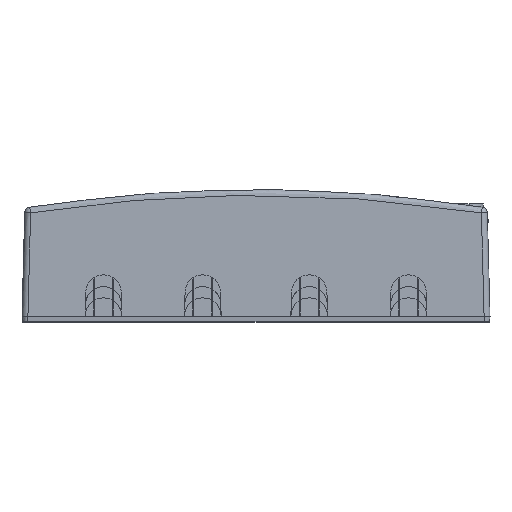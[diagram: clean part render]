
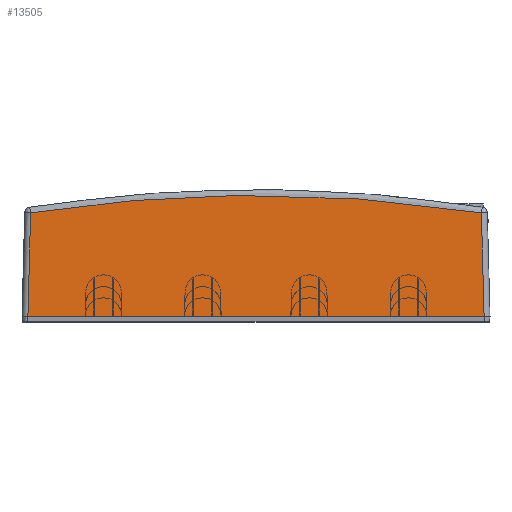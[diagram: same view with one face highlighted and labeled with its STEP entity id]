
A CAD part, top view. The second image highlights one B-rep face of the part: STEP entity #13505.
In plain terms, the highlighted planar face has unit normal (0, 0.026, 1).
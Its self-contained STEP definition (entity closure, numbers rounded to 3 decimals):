
#135=DIRECTION('',(-1.,0.,0.));
#136=VECTOR('',#135,385.803);
#137=CARTESIAN_POINT('',(192.902,0.,180.3));
#138=LINE('',#137,#136);
#1193=CARTESIAN_POINT('',(192.902,0.,180.3));
#1204=DIRECTION('',(-0.026,0.999,-0.026));
#1205=VECTOR('',#1204,87.453);
#1206=CARTESIAN_POINT('',(192.902,0.,180.3));
#1207=LINE('',#1206,#1205);
#1211=DIRECTION('',(-0.026,-0.999,0.026));
#1212=VECTOR('',#1211,87.453);
#1213=CARTESIAN_POINT('',(-190.613,87.393,178.012));
#1214=LINE('',#1213,#1212);
#1218=CARTESIAN_POINT('',(190.613,87.393,178.012));
#1219=CARTESIAN_POINT('',(159.1,92.329,177.882));
#1220=CARTESIAN_POINT('',(95.691,99.752,177.688));
#1221=CARTESIAN_POINT('',(0.,103.471,
177.591));
#1222=CARTESIAN_POINT('',(-95.691,99.752,177.688));
#1223=CARTESIAN_POINT('',(-159.1,92.329,177.882));
#1224=CARTESIAN_POINT('',(-190.613,87.393,178.012));
#11309=VERTEX_POINT('',#1193);
#11310=CARTESIAN_POINT('',(-192.902,0.,180.3));
#11311=VERTEX_POINT('',#11310);
#11811=CARTESIAN_POINT('',(190.613,87.393,178.012));
#11812=VERTEX_POINT('',#11811);
#11813=VERTEX_POINT('',#1224);
#13492=CARTESIAN_POINT('',(0.,0.,180.3));
#13493=DIRECTION('',(0.,0.026,1.));
#13494=DIRECTION('',(0.,1.,-0.026));
#13495=AXIS2_PLACEMENT_3D('',#13492,#13493,#13494);
#13496=PLANE('',#13495);
#13497=ORIENTED_EDGE('',*,*,#13480,.F.);
#13498=ORIENTED_EDGE('',*,*,#12845,.T.);
#13500=ORIENTED_EDGE('',*,*,#13499,.F.);
#13502=ORIENTED_EDGE('',*,*,#13501,.F.);
#13503=EDGE_LOOP('',(#13497,#13498,#13500,#13502));
#13504=FACE_OUTER_BOUND('',#13503,.F.);
#1225=B_SPLINE_CURVE_WITH_KNOTS('',3,(#1218,#1219,#1220,#1221,#1222,#1223,
#1224),.UNSPECIFIED.,.F.,.F.,(4,1,1,1,4),(0.,0.25,0.5,0.75,1.),
.UNSPECIFIED.);
#12845=EDGE_CURVE('',#11309,#11311,#138,.T.);
#13480=EDGE_CURVE('',#11309,#11812,#1207,.T.);
#13499=EDGE_CURVE('',#11813,#11311,#1214,.T.);
#13501=EDGE_CURVE('',#11812,#11813,#1225,.T.);
#13505=ADVANCED_FACE('',(#13504),#13496,.T.);
